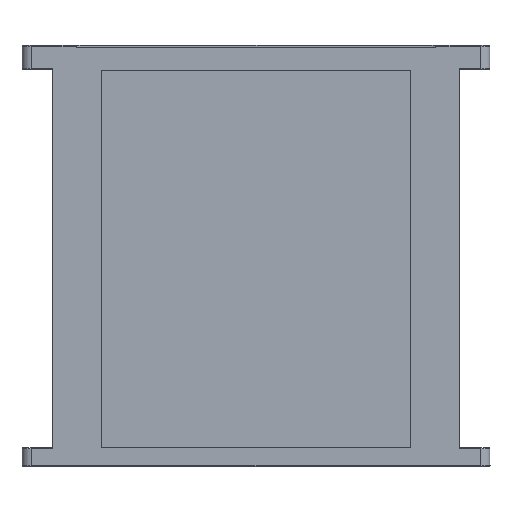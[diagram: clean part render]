
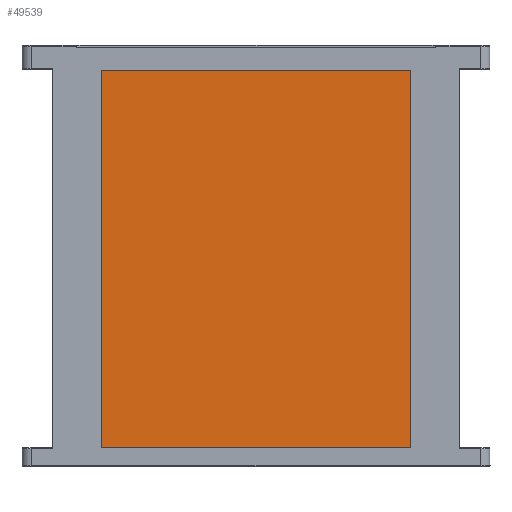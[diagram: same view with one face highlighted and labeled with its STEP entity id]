
A CAD part, left-side view. The second image highlights one B-rep face of the part: STEP entity #49539.
In plain terms, the highlighted planar face has unit normal (-1, 0, 0).
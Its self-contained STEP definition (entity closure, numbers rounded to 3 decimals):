
#27283=ORIENTED_EDGE('',*,*,#33817,.F.);
#27284=ORIENTED_EDGE('',*,*,#33813,.T.);
#27285=ORIENTED_EDGE('',*,*,#33818,.T.);
#27286=ORIENTED_EDGE('',*,*,#33804,.T.);
#28719=VECTOR('',#40673,1.);
#28728=VECTOR('',#40686,1.);
#28732=VECTOR('',#40696,1.);
#28733=VECTOR('',#40699,1.);
#30151=LINE('',#46534,#28719);
#30160=LINE('',#46551,#28728);
#30164=LINE('',#46558,#28732);
#30165=LINE('',#46560,#28733);
#31642=VERTEX_POINT('',#46531);
#31643=VERTEX_POINT('',#46533);
#31648=VERTEX_POINT('',#46548);
#31649=VERTEX_POINT('',#46550);
#33804=EDGE_CURVE('',#31643,#31642,#30151,.T.);
#33813=EDGE_CURVE('',#31649,#31648,#30160,.T.);
#33817=EDGE_CURVE('',#31649,#31642,#30164,.T.);
#33818=EDGE_CURVE('',#31648,#31643,#30165,.T.);
#34947=EDGE_LOOP('',(#27283,#27284,#27285,#27286));
#36081=FACE_BOUND('',#34947,.T.);
#40673=DIRECTION('',(0.,159.6,0.));
#40686=DIRECTION('',(0.,-159.6,0.));
#40696=DIRECTION('',(0.,0.,195.));
#40697=DIRECTION('',(-1.,0.,0.));
#40698=DIRECTION('',(0.,1.,0.));
#40699=DIRECTION('',(0.,0.,195.));
#46531=CARTESIAN_POINT('',(-6.,200.8,205.));
#46533=CARTESIAN_POINT('',(-6.,41.2,205.));
#46534=CARTESIAN_POINT('',(-6.,41.2,205.));
#46548=CARTESIAN_POINT('',(-6.,41.2,10.));
#46550=CARTESIAN_POINT('',(-6.,200.8,10.));
#46551=CARTESIAN_POINT('',(-6.,200.8,10.));
#46558=CARTESIAN_POINT('',(-6.,200.8,10.));
#46559=CARTESIAN_POINT('',(-6.,41.2,9.7));
#46560=CARTESIAN_POINT('',(-6.,41.2,10.));
#48160=AXIS2_PLACEMENT_3D('',#46559,#40697,#40698);
#48678=PLANE('',#48160);
#49539=ADVANCED_FACE('',(#36081),#48678,.T.);
